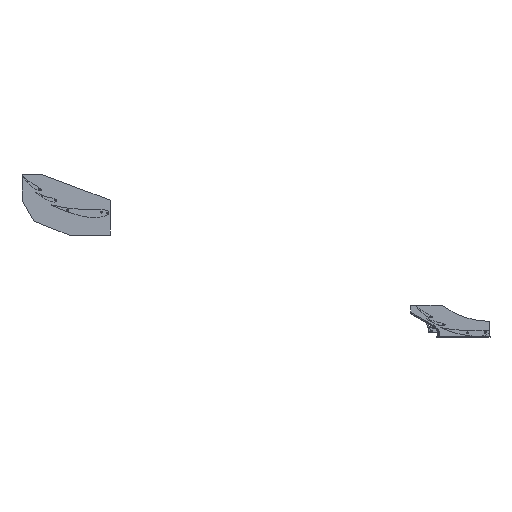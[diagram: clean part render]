
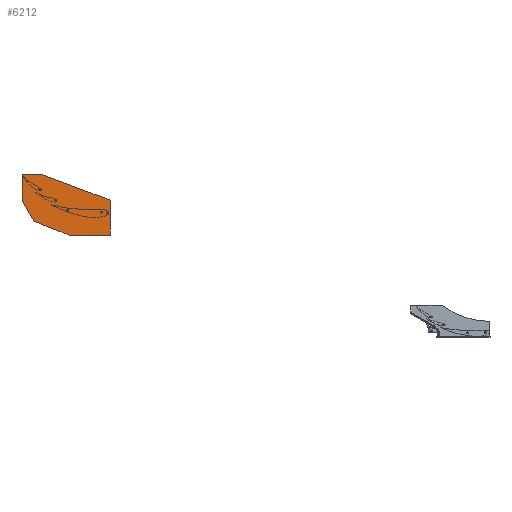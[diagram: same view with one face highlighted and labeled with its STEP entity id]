
A CAD part, front view. The second image highlights one B-rep face of the part: STEP entity #6212.
In plain terms, the highlighted planar face has unit normal (0, -1, 0).
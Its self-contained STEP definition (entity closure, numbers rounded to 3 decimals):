
#513=FACE_BOUND('',#1320,.T.);
#514=FACE_BOUND('',#1321,.T.);
#515=FACE_BOUND('',#1322,.T.);
#620=PLANE('',#7307);
#928=FACE_OUTER_BOUND('',#1319,.T.);
#1319=EDGE_LOOP('',(#5638,#5639,#5640,#5641,#5642,#5643,#5644));
#1320=EDGE_LOOP('',(#5645));
#1321=EDGE_LOOP('',(#5646));
#1322=EDGE_LOOP('',(#5647));
#1740=LINE('',#11508,#2182);
#1748=LINE('',#11530,#2190);
#1751=LINE('',#11536,#2193);
#1754=LINE('',#11541,#2196);
#1755=LINE('',#11544,#2197);
#1757=LINE('',#11547,#2199);
#1761=LINE('',#11561,#2203);
#2182=VECTOR('',#9204,10.);
#2190=VECTOR('',#9222,10.);
#2193=VECTOR('',#9227,10.);
#2196=VECTOR('',#9232,10.);
#2197=VECTOR('',#9235,10.);
#2199=VECTOR('',#9239,10.);
#2203=VECTOR('',#9257,10.);
#2605=CIRCLE('',#7302,2.5);
#2606=CIRCLE('',#7304,2.5);
#2607=CIRCLE('',#7306,2.5);
#3138=VERTEX_POINT('',#11505);
#3139=VERTEX_POINT('',#11507);
#3148=VERTEX_POINT('',#11529);
#3149=VERTEX_POINT('',#11533);
#3150=VERTEX_POINT('',#11535);
#3151=VERTEX_POINT('',#11539);
#3152=VERTEX_POINT('',#11543);
#3153=VERTEX_POINT('',#11549);
#3154=VERTEX_POINT('',#11553);
#3155=VERTEX_POINT('',#11557);
#3964=EDGE_CURVE('',#3138,#3139,#1740,.T.);
#3975=EDGE_CURVE('',#3148,#3139,#1748,.T.);
#3978=EDGE_CURVE('',#3150,#3149,#1751,.T.);
#3981=EDGE_CURVE('',#3138,#3151,#1754,.T.);
#3982=EDGE_CURVE('',#3152,#3148,#1755,.T.);
#3984=EDGE_CURVE('',#3151,#3150,#1757,.T.);
#3985=EDGE_CURVE('',#3153,#3153,#2605,.T.);
#3987=EDGE_CURVE('',#3154,#3154,#2606,.T.);
#3989=EDGE_CURVE('',#3155,#3155,#2607,.T.);
#3991=EDGE_CURVE('',#3149,#3152,#1761,.T.);
#5638=ORIENTED_EDGE('',*,*,#3964,.F.);
#5639=ORIENTED_EDGE('',*,*,#3981,.T.);
#5640=ORIENTED_EDGE('',*,*,#3984,.T.);
#5641=ORIENTED_EDGE('',*,*,#3978,.T.);
#5642=ORIENTED_EDGE('',*,*,#3991,.T.);
#5643=ORIENTED_EDGE('',*,*,#3982,.T.);
#5644=ORIENTED_EDGE('',*,*,#3975,.T.);
#5645=ORIENTED_EDGE('',*,*,#3985,.T.);
#5646=ORIENTED_EDGE('',*,*,#3987,.T.);
#5647=ORIENTED_EDGE('',*,*,#3989,.T.);
#6212=ADVANCED_FACE('',(#928,#513,#514,#515),#620,.T.);
#7302=AXIS2_PLACEMENT_3D('',#11550,#9242,#9243);
#7304=AXIS2_PLACEMENT_3D('',#11554,#9247,#9248);
#7306=AXIS2_PLACEMENT_3D('',#11558,#9252,#9253);
#7307=AXIS2_PLACEMENT_3D('',#11560,#9255,#9256);
#9204=DIRECTION('',(-0.931,0.,0.366));
#9222=DIRECTION('',(0.5,0.,-0.866));
#9227=DIRECTION('',(-0.937,0.,0.351));
#9232=DIRECTION('',(1.,0.,0.));
#9235=DIRECTION('',(0.,0.,-1.));
#9239=DIRECTION('',(0.,0.,1.));
#9242=DIRECTION('center_axis',(0.,1.,0.));
#9243=DIRECTION('ref_axis',(-1.,0.,0.));
#9247=DIRECTION('center_axis',(0.,1.,0.));
#9248=DIRECTION('ref_axis',(-1.,0.,0.));
#9252=DIRECTION('center_axis',(0.,1.,0.));
#9253=DIRECTION('ref_axis',(-1.,0.,0.));
#9255=DIRECTION('center_axis',(0.,-1.,0.));
#9256=DIRECTION('ref_axis',(0.,0.,-1.));
#9257=DIRECTION('',(-1.,0.,0.));
#11505=CARTESIAN_POINT('',(19.517,-2.5,-100.));
#11507=CARTESIAN_POINT('',(-200.483,-2.5,-13.397));
#11508=CARTESIAN_POINT('',(-60.974,-2.5,-68.315));
#11529=CARTESIAN_POINT('',(-277.5,-2.5,120.));
#11530=CARTESIAN_POINT('',(-216.832,-2.5,14.919));
#11533=CARTESIAN_POINT('',(-150.,-2.5,280.));
#11535=CARTESIAN_POINT('',(277.5,-2.5,120.));
#11536=CARTESIAN_POINT('',(175.495,-2.5,158.177));
#11539=CARTESIAN_POINT('',(277.5,-2.5,-100.));
#11541=CARTESIAN_POINT('',(-75.241,-2.5,-100.));
#11543=CARTESIAN_POINT('',(-277.5,-2.5,280.));
#11544=CARTESIAN_POINT('',(-277.5,-2.5,280.));
#11547=CARTESIAN_POINT('',(277.5,-2.5,-280.));
#11549=CARTESIAN_POINT('',(-160.,-2.5,185.));
#11550=CARTESIAN_POINT('Origin',(-162.5,-2.5,185.));
#11553=CARTESIAN_POINT('',(-60.,-2.5,115.));
#11554=CARTESIAN_POINT('Origin',(-62.5,-2.5,115.));
#11557=CARTESIAN_POINT('',(260.,-2.5,40.));
#11558=CARTESIAN_POINT('Origin',(257.5,-2.5,40.));
#11560=CARTESIAN_POINT('Origin',(0.,-2.5,0.));
#11561=CARTESIAN_POINT('',(277.5,-2.5,280.));
